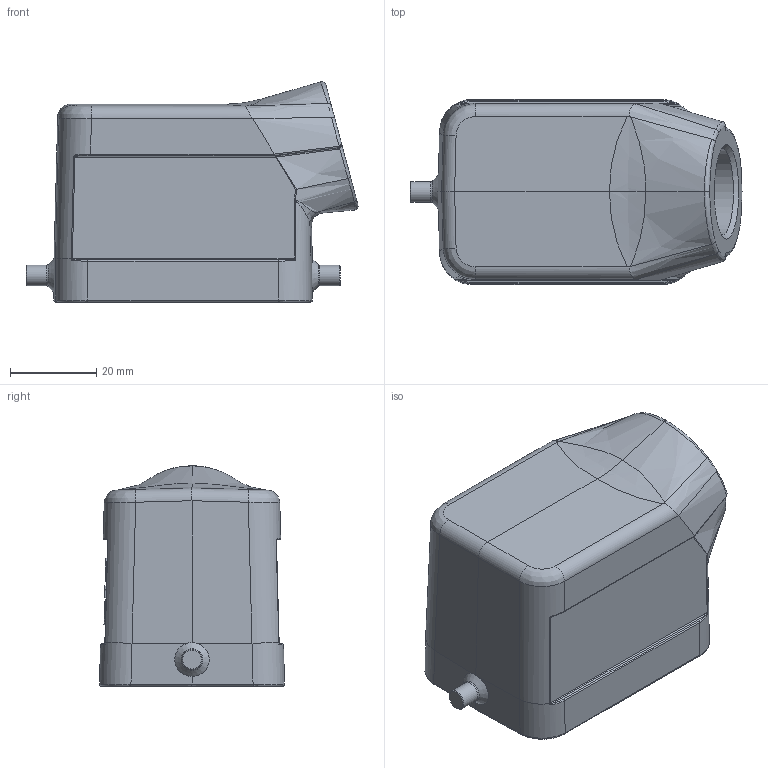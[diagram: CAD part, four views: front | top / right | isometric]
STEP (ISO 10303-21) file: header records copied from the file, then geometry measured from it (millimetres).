
FILE_DESCRIPTION(/* description */ (''),/* implementation_level */ '2;1');
FILE_NAME(/* name */ '100212874ugm000_e.stp',/* time_stamp */ '2017-11-03T12:14:46+01:00',/* author */ (''),/* organization */ (''),/* preprocessor_version */ 'ST-DEVELOPER v16',/* originating_system */ 'SIEMENS PLM Software NX 10.0',/* authorisation */ '');
FILE_SCHEMA (('AUTOMOTIVE_DESIGN { 1 0 10303 214 3 1 1 1 }'));
Length unit declared in the file: millimetre
Products named in the file (1): 100212874ugm000_e
Bounding box: 77.11 x 42.97 x 51.21 mm (x, y, z)
Volume: 38232.2 mm3; surface area: 21884.6 mm2
Topology: 1 solids, 1 shells, 340 faces, 1377 edges, 1594 vertices
Faces by surface type: plane 128, bspline 118, cylinder 81, cone 9, sphere 2, torus 2
Full cylindrical faces by diameter (mm): 3 x4, 4.8 x2, 16 x1, 20 x1
Entity records: 18371 total; most frequent: CARTESIAN_POINT 7413, ORIENTED_EDGE 1602, DIRECTION 1404, EDGE_CURVE 801, PRESENTATION_STYLE_ASSIGNMENT 638, B_SPLINE_CURVE_WITH_KNOTS 586, STYLED_ITEM 546, CURVE_STYLE 539
